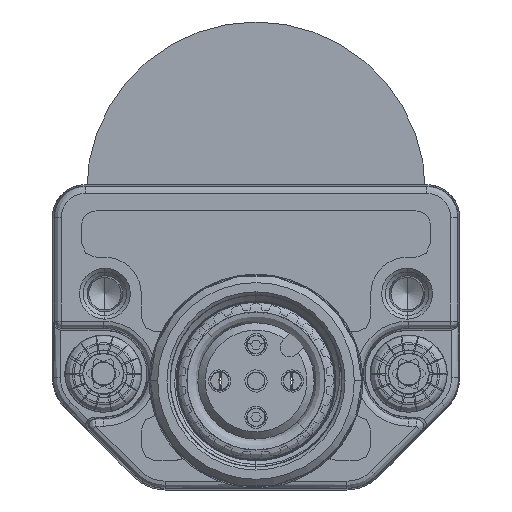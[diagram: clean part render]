
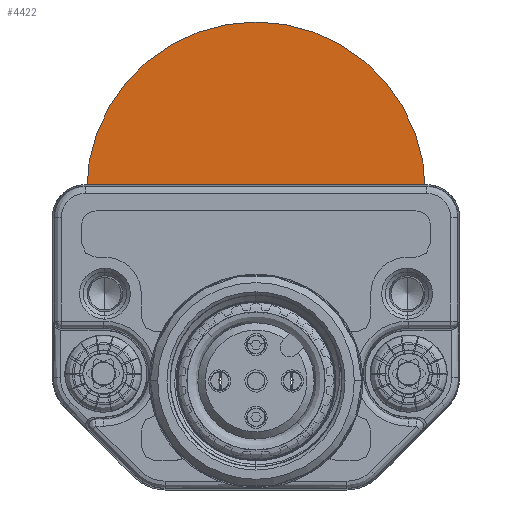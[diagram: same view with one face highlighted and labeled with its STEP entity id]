
A CAD part, left-side view. The second image highlights one B-rep face of the part: STEP entity #4422.
In plain terms, the highlighted face is planar.
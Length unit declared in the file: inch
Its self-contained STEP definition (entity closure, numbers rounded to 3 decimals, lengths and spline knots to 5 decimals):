
#4306=DIRECTION('',(1.,0.,0.));
#4307=VECTOR('',#4306,23.3);
#4308=CARTESIAN_POINT('',(-11.65,0.,849.5));
#4309=LINE('',#4308,#4307);
#4310=DIRECTION('',(0.,-1.,0.));
#4311=VECTOR('',#4310,1.5);
#4312=CARTESIAN_POINT('',(-11.65,1.5,849.5));
#4313=LINE('',#4312,#4311);
#4314=CARTESIAN_POINT('',(0.,1.5,849.5));
#4315=DIRECTION('',(0.,0.,1.));
#4316=DIRECTION('',(1.,0.,0.));
#4317=AXIS2_PLACEMENT_3D('',#4314,#4315,#4316);
#4319=DIRECTION('',(0.,1.,0.));
#4320=VECTOR('',#4319,1.5);
#4321=CARTESIAN_POINT('',(11.65,0.,849.5));
#4322=LINE('',#4321,#4320);
#4331=CARTESIAN_POINT('',(-11.65,0.,849.5));
#4332=CARTESIAN_POINT('',(11.65,0.,849.5));
#4333=VERTEX_POINT('',#4331);
#4334=VERTEX_POINT('',#4332);
#4335=CARTESIAN_POINT('',(11.65,1.5,849.5));
#4336=VERTEX_POINT('',#4335);
#4337=CARTESIAN_POINT('',(-11.65,1.5,849.5));
#4338=VERTEX_POINT('',#4337);
#4411=CARTESIAN_POINT('',(0.,0.,849.5));
#4412=DIRECTION('',(0.,0.,1.));
#4413=DIRECTION('',(1.,0.,0.));
#4414=AXIS2_PLACEMENT_3D('',#4411,#4412,#4413);
#4415=PLANE('',#4414);
#4416=ORIENTED_EDGE('',*,*,#4363,.F.);
#4417=ORIENTED_EDGE('',*,*,#4378,.F.);
#4418=ORIENTED_EDGE('',*,*,#4392,.F.);
#4419=ORIENTED_EDGE('',*,*,#4405,.F.);
#4420=EDGE_LOOP('',(#4416,#4417,#4418,#4419));
#4421=FACE_OUTER_BOUND('',#4420,.F.);
#4422=ADVANCED_FACE('',(#4421),#4415,.T.);
#4318=CIRCLE('',#4317,11.65);
#4363=EDGE_CURVE('',#4333,#4334,#4309,.T.);
#4378=EDGE_CURVE('',#4338,#4333,#4313,.T.);
#4392=EDGE_CURVE('',#4336,#4338,#4318,.T.);
#4405=EDGE_CURVE('',#4334,#4336,#4322,.T.);
